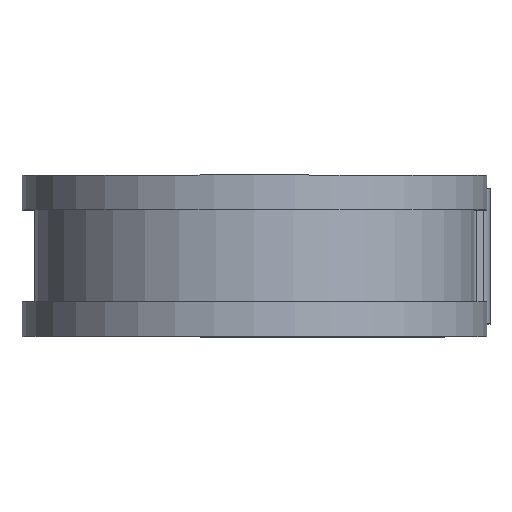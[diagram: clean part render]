
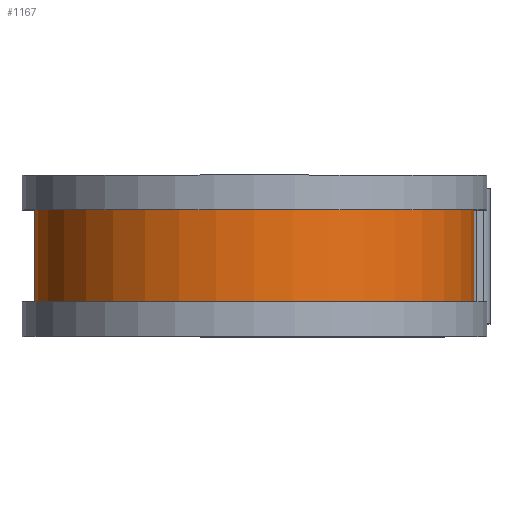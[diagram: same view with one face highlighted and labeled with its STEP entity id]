
A CAD part, top view. The second image highlights one B-rep face of the part: STEP entity #1167.
In plain terms, the highlighted cylindrical face has radius 25.756 mm (diameter 51.511 mm), a partial arc.
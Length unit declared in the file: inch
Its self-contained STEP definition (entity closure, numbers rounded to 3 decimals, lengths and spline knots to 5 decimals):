
#12 = VECTOR ( 'NONE', #724, 39.37008 ) ;
#33 = EDGE_CURVE ( 'NONE', #76, #576, #422, .T. ) ;
#65 = EDGE_CURVE ( 'NONE', #76, #495, #693, .T. ) ;
#76 = VERTEX_POINT ( 'NONE', #573 ) ;
#87 = EDGE_CURVE ( 'NONE', #576, #886, #836, .T. ) ;
#124 = DIRECTION ( 'NONE',  ( 0., 0., -1. ) ) ;
#161 = CARTESIAN_POINT ( 'NONE',  ( 0., -0.2125, 0. ) ) ;
#173 = AXIS2_PLACEMENT_3D ( 'NONE', #525, #503, #500 ) ;
#287 = EDGE_LOOP ( 'NONE', ( #614, #928, #762, #513 ) ) ;
#337 = CARTESIAN_POINT ( 'NONE',  ( 0., 0.2125, -1.014 ) ) ;
#386 = CARTESIAN_POINT ( 'NONE',  ( 0., 0.3125, 0. ) ) ;
#394 = CARTESIAN_POINT ( 'NONE',  ( 1.014, -0.2125, 0. ) ) ;
#422 = LINE ( 'NONE', #1201, #1095 ) ;
#448 = CYLINDRICAL_SURFACE ( 'NONE', #1300, 1.014 ) ;
#495 = VERTEX_POINT ( 'NONE', #337 ) ;
#500 = DIRECTION ( 'NONE',  ( 0., 0., -1. ) ) ;
#503 = DIRECTION ( 'NONE',  ( 0., -1., 0. ) ) ;
#513 = ORIENTED_EDGE ( 'NONE', *, *, #87, .F. ) ;
#525 = CARTESIAN_POINT ( 'NONE',  ( 0., 0.2125, 0. ) ) ;
#573 = CARTESIAN_POINT ( 'NONE',  ( 1.014, 0.2125, 0. ) ) ;
#576 = VERTEX_POINT ( 'NONE', #394 ) ;
#614 = ORIENTED_EDGE ( 'NONE', *, *, #33, .F. ) ;
#693 = CIRCLE ( 'NONE', #173, 1.014 ) ;
#724 = DIRECTION ( 'NONE',  ( 0., -1., 0. ) ) ;
#762 = ORIENTED_EDGE ( 'NONE', *, *, #1530, .T. ) ;
#793 = DIRECTION ( 'NONE',  ( 0., -1., 0. ) ) ;
#836 = CIRCLE ( 'NONE', #965, 1.014 ) ;
#886 = VERTEX_POINT ( 'NONE', #1132 ) ;
#928 = ORIENTED_EDGE ( 'NONE', *, *, #65, .T. ) ;
#965 = AXIS2_PLACEMENT_3D ( 'NONE', #161, #793, #124 ) ;
#1095 = VECTOR ( 'NONE', #1256, 39.37008 ) ;
#1132 = CARTESIAN_POINT ( 'NONE',  ( 0., -0.2125, -1.014 ) ) ;
#1153 = DIRECTION ( 'NONE',  ( 0., 0., -1. ) ) ;
#1164 = FACE_OUTER_BOUND ( 'NONE', #287, .T. ) ;
#1167 = ADVANCED_FACE ( 'NONE', ( #1164 ), #448, .T. ) ;
#1201 = CARTESIAN_POINT ( 'NONE',  ( 1.014, 0.3125, 0. ) ) ;
#1256 = DIRECTION ( 'NONE',  ( 0., -1., 0. ) ) ;
#1300 = AXIS2_PLACEMENT_3D ( 'NONE', #386, #1531, #1153 ) ;
#1471 = CARTESIAN_POINT ( 'NONE',  ( 0., 0.3125, -1.014 ) ) ;
#1530 = EDGE_CURVE ( 'NONE', #495, #886, #1729, .T. ) ;
#1531 = DIRECTION ( 'NONE',  ( 0., -1., 0. ) ) ;
#1729 = LINE ( 'NONE', #1471, #12 ) ;
